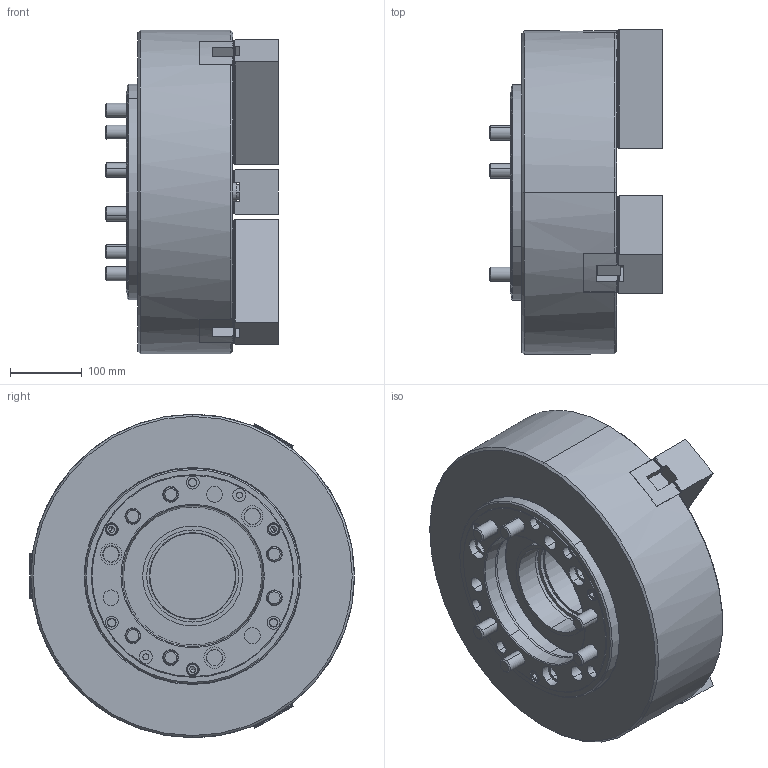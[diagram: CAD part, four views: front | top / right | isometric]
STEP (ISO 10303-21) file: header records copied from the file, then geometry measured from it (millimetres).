
FILE_DESCRIPTION (( 'STEP AP203' ), '1' );
FILE_NAME ('CF-3H-18A11.STEP', '2024-07-08T03:20:42', ( '' ), ( '' ), 'SwSTEP 2.0', 'SolidWorks 2020', '' );
FILE_SCHEMA (( 'CONFIG_CONTROL_DESIGN' ));
Length unit declared in the file: millimetre
Products named in the file (13): SJ-15P; 半圓頭六角孔螺栓_M6x12; CF-3H-18-01020; 圓頭內六角螺栓_M20x50; CF-3H-15-02010; CF-3H-18-02010; 圓頭內六角螺栓_M20x150; CF-3H-15-07010; 3H-15-10000-A11法蘭板; CF-3H-15-08000; 圓頭內六角螺栓_M10x30; CF-3H-215-04020(寬25.5)(T型塊); CF-3H-18A11
Assembly tree (35 placements, depth 2):
  CF-3H-18A11
    CF-3H-18-01020
    CF-3H-15-02010
    CF-3H-18-02010  x3
    CF-3H-15-07010
    CF-3H-15-08000
    CF-3H-215-04020(寬25.5)(T型塊)  x3
    SJ-15P  x3
    半圓頭六角孔螺栓_M6x12  x6
    圓頭內六角螺栓_M20x50  x6
    圓頭內六角螺栓_M20x150  x6
    3H-15-10000-A11法蘭板
    圓頭內六角螺栓_M10x30  x3
Bounding box: 240.25 x 451.75 x 450 mm (x, y, z)
Volume: 21106121.1 mm3; surface area: 1499217.4 mm2
Topology: 35 solids, 35 shells, 6059 faces, 17493 edges, 11537 vertices
Faces by surface type: plane 4247, cylinder 1564, cone 230, torus 18
Entity records: 73255 total; most frequent: CARTESIAN_POINT 14801, ORIENTED_EDGE 12570, DIRECTION 10900, EDGE_CURVE 6285, VECTOR 4730, LINE 4730, VERTEX_POINT 4154, AXIS2_PLACEMENT_3D 3085
